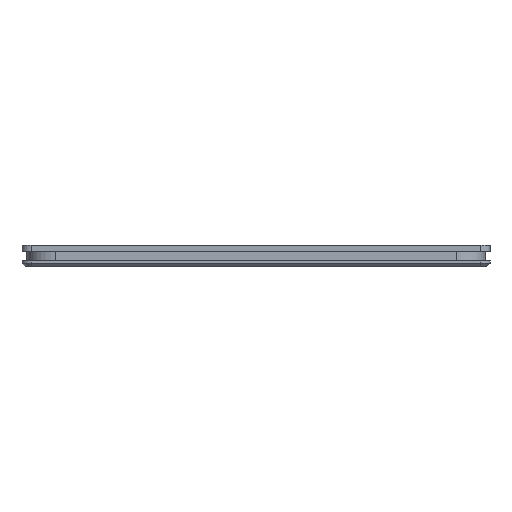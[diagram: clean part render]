
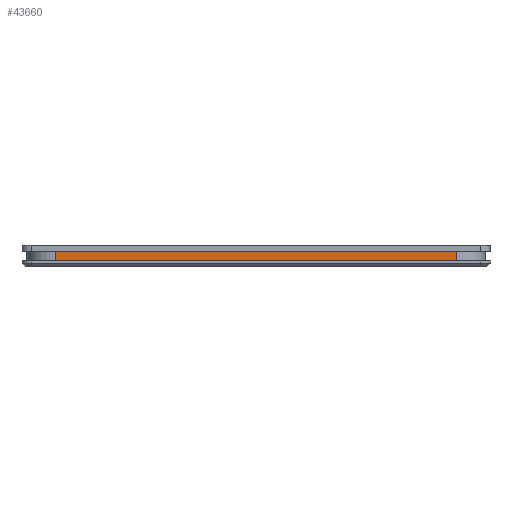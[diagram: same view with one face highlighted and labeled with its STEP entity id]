
A CAD part, left-side view. The second image highlights one B-rep face of the part: STEP entity #43660.
In plain terms, the highlighted planar face has unit normal (-1, 0, 0).
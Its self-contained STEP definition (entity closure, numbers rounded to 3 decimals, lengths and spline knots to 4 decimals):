
#15421=DIRECTION('',(0.,-1.,0.));
#15422=VECTOR('',#15421,3.462);
#15423=CARTESIAN_POINT('',(-1.9805,1.7315,-0.054));
#15424=LINE('',#15423,#15422);
#15562=DIRECTION('',(0.,0.,-1.));
#15563=VECTOR('',#15562,0.08);
#15564=CARTESIAN_POINT('',(-1.9805,1.7315,-0.054));
#15565=LINE('',#15564,#15563);
#15569=DIRECTION('',(0.,0.,-1.));
#15570=VECTOR('',#15569,0.08);
#15571=CARTESIAN_POINT('',(-1.9805,-1.7305,-0.054));
#15572=LINE('',#15571,#15570);
#15576=DIRECTION('',(0.,-1.,0.));
#15577=VECTOR('',#15576,3.462);
#15578=CARTESIAN_POINT('',(-1.9805,1.7315,-0.134));
#15579=LINE('',#15578,#15577);
#16597=CARTESIAN_POINT('',(-1.9805,1.7315,-0.054));
#16598=CARTESIAN_POINT('',(-1.9805,1.7315,-0.134));
#16599=VERTEX_POINT('',#16597);
#16600=VERTEX_POINT('',#16598);
#16609=CARTESIAN_POINT('',(-1.9805,-1.7305,-0.054));
#16610=CARTESIAN_POINT('',(-1.9805,-1.7305,-0.134));
#16611=VERTEX_POINT('',#16609);
#16612=VERTEX_POINT('',#16610);
#43648=CARTESIAN_POINT('',(-1.9805,2.023,-0.134));
#43649=DIRECTION('',(1.,0.,0.));
#43650=DIRECTION('',(0.,0.,1.));
#43651=AXIS2_PLACEMENT_3D('',#43648,#43649,#43650);
#43652=PLANE('',#43651);
#43653=ORIENTED_EDGE('',*,*,#43642,.F.);
#43654=ORIENTED_EDGE('',*,*,#43538,.T.);
#43656=ORIENTED_EDGE('',*,*,#43655,.T.);
#43657=ORIENTED_EDGE('',*,*,#43389,.F.);
#43658=EDGE_LOOP('',(#43653,#43654,#43656,#43657));
#43659=FACE_OUTER_BOUND('',#43658,.F.);
#43389=EDGE_CURVE('',#16600,#16612,#15579,.T.);
#43538=EDGE_CURVE('',#16599,#16611,#15424,.T.);
#43642=EDGE_CURVE('',#16599,#16600,#15565,.T.);
#43655=EDGE_CURVE('',#16611,#16612,#15572,.T.);
#43660=ADVANCED_FACE('',(#43659),#43652,.F.);
